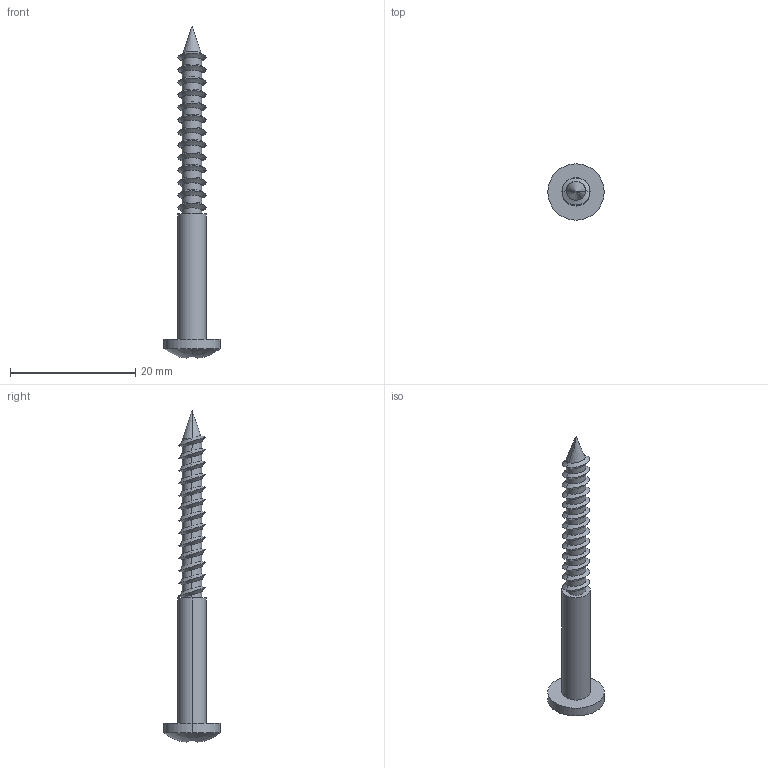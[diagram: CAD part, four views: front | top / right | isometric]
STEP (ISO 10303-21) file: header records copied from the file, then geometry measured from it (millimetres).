
FILE_DESCRIPTION (( 'STEP AP214' ), '1' );
FILE_NAME ('Screw DIN 7996 4.5x50.STEP', '2016-03-10T10:54:59', ( '' ), ( '' ), 'SwSTEP 2.0', 'SolidWorks 2016', '' );
FILE_SCHEMA (( 'AUTOMOTIVE_DESIGN' ));
Length unit declared in the file: millimetre
Products named in the file (1): Screw DIN 7996 4.5x50
Bounding box: 9 x 9 x 52.98 mm (x, y, z)
Volume: 706.1 mm3; surface area: 875.3 mm2
Topology: 1 solids, 1 shells, 130 faces, 351 edges, 223 vertices
Faces by surface type: cone 54, plane 43, cylinder 31, sphere 2
Entity records: 4859 total; most frequent: CARTESIAN_POINT 1694, ORIENTED_EDGE 698, DIRECTION 640, EDGE_CURVE 349, AXIS2_PLACEMENT_3D 266, VERTEX_POINT 223, CIRCLE 135, EDGE_LOOP 132
